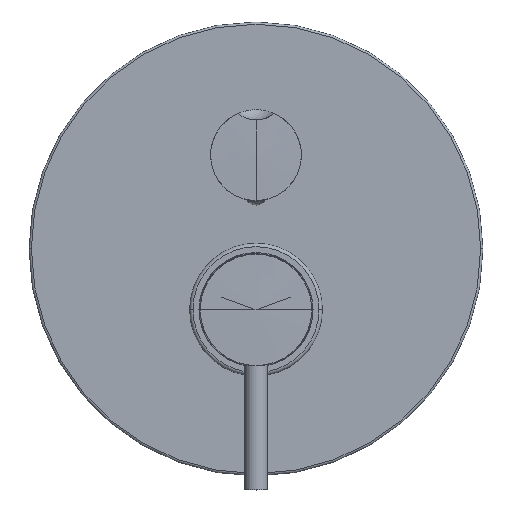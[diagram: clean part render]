
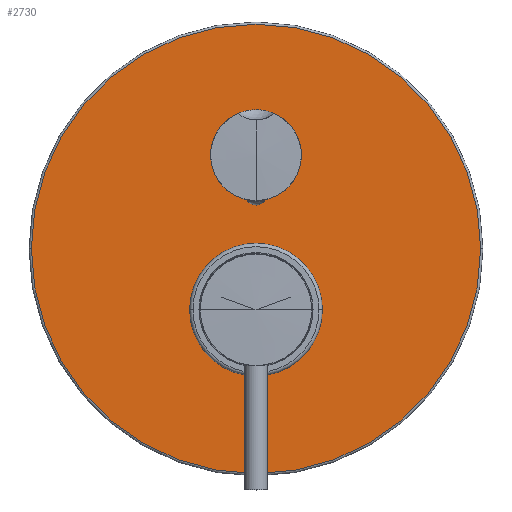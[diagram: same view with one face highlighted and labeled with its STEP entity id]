
A CAD part, top view. The second image highlights one B-rep face of the part: STEP entity #2730.
In plain terms, the highlighted planar face has unit normal (0, 0, 1).
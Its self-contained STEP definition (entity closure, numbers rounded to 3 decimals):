
#744=CARTESIAN_POINT('',(0.,-41.25,61.9));
#745=DIRECTION('',(0.,0.,1.));
#746=DIRECTION('',(-1.,0.,0.));
#747=AXIS2_PLACEMENT_3D('',#744,#745,#746);
#749=CARTESIAN_POINT('',(0.,-41.25,61.9));
#750=DIRECTION('',(0.,0.,1.));
#751=DIRECTION('',(1.,0.,0.));
#752=AXIS2_PLACEMENT_3D('',#749,#750,#751);
#754=CARTESIAN_POINT('',(0.,-68.,61.9));
#755=DIRECTION('',(0.,0.,-1.));
#756=DIRECTION('',(-1.,0.,0.));
#757=AXIS2_PLACEMENT_3D('',#754,#755,#756);
#759=CARTESIAN_POINT('',(0.,-68.,61.9));
#760=DIRECTION('',(0.,0.,-1.));
#761=DIRECTION('',(1.,0.,0.));
#762=AXIS2_PLACEMENT_3D('',#759,#760,#761);
#764=CARTESIAN_POINT('',(0.,0.,61.9));
#765=DIRECTION('',(0.,0.,-1.));
#766=DIRECTION('',(-1.,0.,0.));
#767=AXIS2_PLACEMENT_3D('',#764,#765,#766);
#769=CARTESIAN_POINT('',(0.,0.,61.9));
#770=DIRECTION('',(0.,0.,-1.));
#771=DIRECTION('',(1.,0.,0.));
#772=AXIS2_PLACEMENT_3D('',#769,#770,#771);
#1563=CARTESIAN_POINT('',(-99.,-41.25,61.9));
#1564=CARTESIAN_POINT('',(99.,-41.25,61.9));
#1565=VERTEX_POINT('',#1563);
#1566=VERTEX_POINT('',#1564);
#1579=CARTESIAN_POINT('',(-29.25,-68.,61.9));
#1580=CARTESIAN_POINT('',(29.25,-68.,61.9));
#1581=VERTEX_POINT('',#1579);
#1582=VERTEX_POINT('',#1580);
#1595=CARTESIAN_POINT('',(-13.35,0.,61.9));
#1596=CARTESIAN_POINT('',(13.35,0.,61.9));
#1597=VERTEX_POINT('',#1595);
#1598=VERTEX_POINT('',#1596);
#2708=CARTESIAN_POINT('',(0.,-41.25,61.9));
#2709=DIRECTION('',(0.,0.,-1.));
#2710=DIRECTION('',(1.,0.,0.));
#2711=AXIS2_PLACEMENT_3D('',#2708,#2709,#2710);
#2712=PLANE('',#2711);
#2714=ORIENTED_EDGE('',*,*,#2713,.F.);
#2716=ORIENTED_EDGE('',*,*,#2715,.F.);
#2717=EDGE_LOOP('',(#2714,#2716));
#2718=FACE_OUTER_BOUND('',#2717,.F.);
#2720=ORIENTED_EDGE('',*,*,#2719,.F.);
#2722=ORIENTED_EDGE('',*,*,#2721,.F.);
#2723=EDGE_LOOP('',(#2720,#2722));
#2724=FACE_BOUND('',#2723,.F.);
#2726=ORIENTED_EDGE('',*,*,#2725,.F.);
#2727=ORIENTED_EDGE('',*,*,#2691,.F.);
#2728=EDGE_LOOP('',(#2726,#2727));
#2729=FACE_BOUND('',#2728,.F.);
#2730=ADVANCED_FACE('',(#2718,#2724,#2729),#2712,.F.);
#748=CIRCLE('',#747,99.);
#753=CIRCLE('',#752,99.);
#758=CIRCLE('',#757,29.25);
#763=CIRCLE('',#762,29.25);
#768=CIRCLE('',#767,13.35);
#773=CIRCLE('',#772,13.35);
#2691=EDGE_CURVE('',#1598,#1597,#773,.T.);
#2713=EDGE_CURVE('',#1565,#1566,#748,.T.);
#2715=EDGE_CURVE('',#1566,#1565,#753,.T.);
#2719=EDGE_CURVE('',#1581,#1582,#758,.T.);
#2721=EDGE_CURVE('',#1582,#1581,#763,.T.);
#2725=EDGE_CURVE('',#1597,#1598,#768,.T.);
